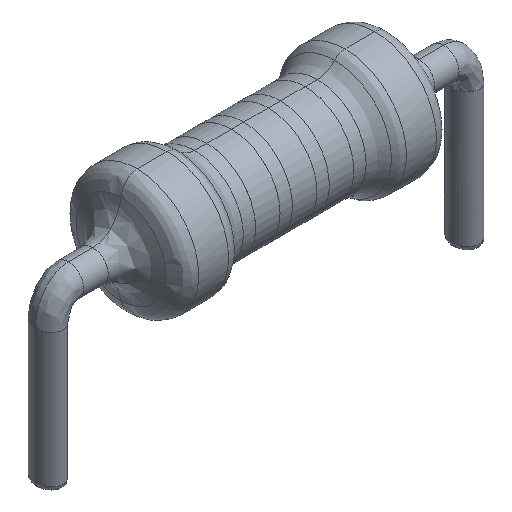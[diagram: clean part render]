
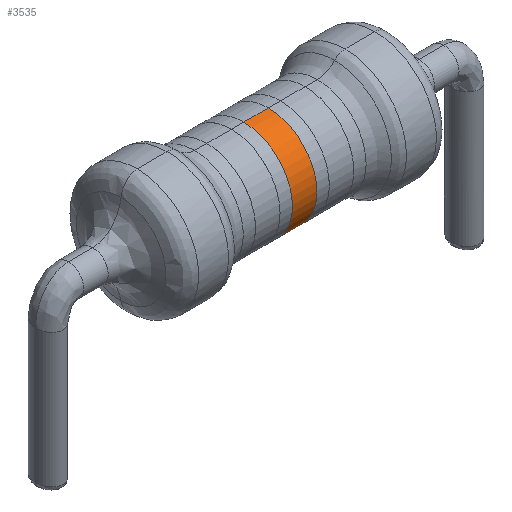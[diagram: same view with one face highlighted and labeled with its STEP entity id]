
A CAD part, isometric view. The second image highlights one B-rep face of the part: STEP entity #3535.
In plain terms, the highlighted free-form (B-spline) face has degree [2, 1] with [5, 2] control points.
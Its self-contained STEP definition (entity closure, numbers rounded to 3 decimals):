
#1658 = B_SPLINE_SURFACE_WITH_KNOTS('',1,1,(
    (#1659,#1660)
    ,(#1661,#1662
    )),.UNSPECIFIED.,.F.,.F.,.F.,(2,2),(2,2),(-0.951,0.951),(-0.951,
    0.951),.PIECEWISE_BEZIER_KNOTS.);
#1659 = CARTESIAN_POINT('',(-0.24,-0.951,2.164));
#1660 = CARTESIAN_POINT('',(-0.24,0.951,2.164));
#1661 = CARTESIAN_POINT('',(-0.24,-0.951,0.263));
#1662 = CARTESIAN_POINT('',(-0.24,0.951,0.263));
#1696 = VERTEX_POINT('',#1697);
#1697 = CARTESIAN_POINT('',(0.24,0.,0.263));
#1698 = VERTEX_POINT('',#1699);
#1699 = CARTESIAN_POINT('',(0.24,0.,2.163));
#1708 = ( BOUNDED_SURFACE() B_SPLINE_SURFACE(2,1,(
    (#1709,#1710)
    ,(#1711,#1712)
    ,(#1713,#1714)
    ,(#1715,#1716)
    ,(#1717,#1718
)),.UNSPECIFIED.,.F.,.F.,.F.) B_SPLINE_SURFACE_WITH_KNOTS((3,2,3),(2,2),
  (0.,1.571,3.142),(4.187,4.787),
.PIECEWISE_BEZIER_KNOTS.) GEOMETRIC_REPRESENTATION_ITEM() 
RATIONAL_B_SPLINE_SURFACE((
    (1.,1.)
    ,(0.707,0.707)
    ,(1.,1.)
    ,(0.707,0.707)
,(1.,1.))) REPRESENTATION_ITEM('') SURFACE() );
#1709 = CARTESIAN_POINT('',(0.24,0.,2.163));
#1710 = CARTESIAN_POINT('',(-0.24,0.,2.163));
#1711 = CARTESIAN_POINT('',(0.24,0.95,2.163));
#1712 = CARTESIAN_POINT('',(-0.24,0.95,2.163));
#1713 = CARTESIAN_POINT('',(0.24,0.95,1.213));
#1714 = CARTESIAN_POINT('',(-0.24,0.95,1.213));
#1715 = CARTESIAN_POINT('',(0.24,0.95,0.263));
#1716 = CARTESIAN_POINT('',(-0.24,0.95,0.263));
#1717 = CARTESIAN_POINT('',(0.24,0.,0.263));
#1718 = CARTESIAN_POINT('',(-0.24,0.,0.263));
#1728 = B_SPLINE_SURFACE_WITH_KNOTS('',1,1,(
    (#1729,#1730)
    ,(#1731,#1732
    )),.UNSPECIFIED.,.F.,.F.,.F.,(2,2),(2,2),(-0.951,0.951),(-0.951,
    0.951),.PIECEWISE_BEZIER_KNOTS.);
#1729 = CARTESIAN_POINT('',(0.24,-0.951,2.164));
#1730 = CARTESIAN_POINT('',(0.24,0.951,2.164));
#1731 = CARTESIAN_POINT('',(0.24,-0.951,0.263));
#1732 = CARTESIAN_POINT('',(0.24,0.951,0.263));
#1742 = EDGE_CURVE('',#1696,#1743,#1745,.T.);
#1743 = VERTEX_POINT('',#1744);
#1744 = CARTESIAN_POINT('',(-0.24,0.,0.263));
#1745 = SURFACE_CURVE('',#1746,(#1749,#1756),.PCURVE_S1.);
#1746 = B_SPLINE_CURVE_WITH_KNOTS('',1,(#1747,#1748),.UNSPECIFIED.,.F.,
  .F.,(2,2),(4.187,4.787),.PIECEWISE_BEZIER_KNOTS.);
#1747 = CARTESIAN_POINT('',(0.24,0.,0.263));
#1748 = CARTESIAN_POINT('',(-0.24,0.,0.263));
#1749 = PCURVE('',#1708,#1750);
#1750 = DEFINITIONAL_REPRESENTATION('',(#1751),#1755);
#1751 = B_SPLINE_CURVE_WITH_KNOTS('',2,(#1752,#1753,#1754),
  .UNSPECIFIED.,.F.,.F.,(3,3),(4.187,4.787),
  .PIECEWISE_BEZIER_KNOTS.);
#1752 = CARTESIAN_POINT('',(3.142,4.187));
#1753 = CARTESIAN_POINT('',(3.142,4.487));
#1754 = CARTESIAN_POINT('',(3.142,4.787));
#1755 = ( GEOMETRIC_REPRESENTATION_CONTEXT(2) 
PARAMETRIC_REPRESENTATION_CONTEXT() REPRESENTATION_CONTEXT('2D SPACE',''
  ) );
#1756 = PCURVE('',#1757,#1768);
#1757 = ( BOUNDED_SURFACE() B_SPLINE_SURFACE(2,1,(
    (#1758,#1759)
    ,(#1760,#1761)
    ,(#1762,#1763)
    ,(#1764,#1765)
    ,(#1766,#1767
)),.UNSPECIFIED.,.F.,.F.,.F.) B_SPLINE_SURFACE_WITH_KNOTS((3,2,3),(2,2),
  (3.142,4.712,6.283),(4.187,
    4.787),.PIECEWISE_BEZIER_KNOTS.) 
GEOMETRIC_REPRESENTATION_ITEM() RATIONAL_B_SPLINE_SURFACE((
    (1.,1.)
    ,(0.707,0.707)
    ,(1.,1.)
    ,(0.707,0.707)
,(1.,1.))) REPRESENTATION_ITEM('') SURFACE() );
#1758 = CARTESIAN_POINT('',(0.24,0.,0.263));
#1759 = CARTESIAN_POINT('',(-0.24,0.,0.263));
#1760 = CARTESIAN_POINT('',(0.24,-0.95,0.263));
#1761 = CARTESIAN_POINT('',(-0.24,-0.95,0.263));
#1762 = CARTESIAN_POINT('',(0.24,-0.95,1.213));
#1763 = CARTESIAN_POINT('',(-0.24,-0.95,1.213));
#1764 = CARTESIAN_POINT('',(0.24,-0.95,2.163));
#1765 = CARTESIAN_POINT('',(-0.24,-0.95,2.163));
#1766 = CARTESIAN_POINT('',(0.24,0.,2.163));
#1767 = CARTESIAN_POINT('',(-0.24,0.,2.163));
#1768 = DEFINITIONAL_REPRESENTATION('',(#1769),#1773);
#1769 = B_SPLINE_CURVE_WITH_KNOTS('',2,(#1770,#1771,#1772),
  .UNSPECIFIED.,.F.,.F.,(3,3),(4.187,4.787),
  .PIECEWISE_BEZIER_KNOTS.);
#1770 = CARTESIAN_POINT('',(3.142,4.187));
#1771 = CARTESIAN_POINT('',(3.142,4.487));
#1772 = CARTESIAN_POINT('',(3.142,4.787));
#1773 = ( GEOMETRIC_REPRESENTATION_CONTEXT(2) 
PARAMETRIC_REPRESENTATION_CONTEXT() REPRESENTATION_CONTEXT('2D SPACE',''
  ) );
#1776 = VERTEX_POINT('',#1777);
#1777 = CARTESIAN_POINT('',(-0.24,0.,2.163));
#1804 = EDGE_CURVE('',#1698,#1776,#1805,.T.);
#1805 = SURFACE_CURVE('',#1806,(#1809,#1816),.PCURVE_S1.);
#1806 = B_SPLINE_CURVE_WITH_KNOTS('',1,(#1807,#1808),.UNSPECIFIED.,.F.,
  .F.,(2,2),(4.187,4.787),.PIECEWISE_BEZIER_KNOTS.);
#1807 = CARTESIAN_POINT('',(0.24,0.,2.163));
#1808 = CARTESIAN_POINT('',(-0.24,0.,2.163));
#1809 = PCURVE('',#1708,#1810);
#1810 = DEFINITIONAL_REPRESENTATION('',(#1811),#1815);
#1811 = B_SPLINE_CURVE_WITH_KNOTS('',2,(#1812,#1813,#1814),
  .UNSPECIFIED.,.F.,.F.,(3,3),(4.187,4.787),
  .PIECEWISE_BEZIER_KNOTS.);
#1812 = CARTESIAN_POINT('',(0.,4.187));
#1813 = CARTESIAN_POINT('',(0.,4.487));
#1814 = CARTESIAN_POINT('',(0.,4.787));
#1815 = ( GEOMETRIC_REPRESENTATION_CONTEXT(2) 
PARAMETRIC_REPRESENTATION_CONTEXT() REPRESENTATION_CONTEXT('2D SPACE',''
  ) );
#1816 = PCURVE('',#1757,#1817);
#1817 = DEFINITIONAL_REPRESENTATION('',(#1818),#1822);
#1818 = B_SPLINE_CURVE_WITH_KNOTS('',2,(#1819,#1820,#1821),
  .UNSPECIFIED.,.F.,.F.,(3,3),(4.187,4.787),
  .PIECEWISE_BEZIER_KNOTS.);
#1819 = CARTESIAN_POINT('',(6.283,4.187));
#1820 = CARTESIAN_POINT('',(6.283,4.487));
#1821 = CARTESIAN_POINT('',(6.283,4.787));
#1822 = ( GEOMETRIC_REPRESENTATION_CONTEXT(2) 
PARAMETRIC_REPRESENTATION_CONTEXT() REPRESENTATION_CONTEXT('2D SPACE',''
  ) );
#3501 = EDGE_CURVE('',#1698,#1696,#3502,.T.);
#3502 = SURFACE_CURVE('',#3503,(#3509,#3518),.PCURVE_S1.);
#3503 = ( BOUNDED_CURVE() B_SPLINE_CURVE(2,(#3504,#3505,#3506,#3507,
#3508),.UNSPECIFIED.,.F.,.F.) B_SPLINE_CURVE_WITH_KNOTS((3,2,3),(
    3.142,4.712,6.283),
.PIECEWISE_BEZIER_KNOTS.) CURVE() GEOMETRIC_REPRESENTATION_ITEM() 
RATIONAL_B_SPLINE_CURVE((1.,0.707,1.,0.707,1.)) 
REPRESENTATION_ITEM('') );
#3504 = CARTESIAN_POINT('',(0.24,0.,2.163));
#3505 = CARTESIAN_POINT('',(0.24,-0.95,2.163));
#3506 = CARTESIAN_POINT('',(0.24,-0.95,1.213));
#3507 = CARTESIAN_POINT('',(0.24,-0.95,0.263));
#3508 = CARTESIAN_POINT('',(0.24,0.,0.263));
#3509 = PCURVE('',#1728,#3510);
#3510 = DEFINITIONAL_REPRESENTATION('',(#3511),#3517);
#3511 = ( BOUNDED_CURVE() B_SPLINE_CURVE(2,(#3512,#3513,#3514,#3515,
#3516),.UNSPECIFIED.,.F.,.F.) B_SPLINE_CURVE_WITH_KNOTS((3,2,3),(
    3.142,4.712,6.283),
.PIECEWISE_BEZIER_KNOTS.) CURVE() GEOMETRIC_REPRESENTATION_ITEM() 
RATIONAL_B_SPLINE_CURVE((1.,0.707,1.,0.707,1.)) 
REPRESENTATION_ITEM('') );
#3512 = CARTESIAN_POINT('',(-0.95,0.));
#3513 = CARTESIAN_POINT('',(-0.95,-0.95));
#3514 = CARTESIAN_POINT('',(0.,-0.95));
#3515 = CARTESIAN_POINT('',(0.95,-0.95));
#3516 = CARTESIAN_POINT('',(0.95,0.));
#3517 = ( GEOMETRIC_REPRESENTATION_CONTEXT(2) 
PARAMETRIC_REPRESENTATION_CONTEXT() REPRESENTATION_CONTEXT('2D SPACE',''
  ) );
#3518 = PCURVE('',#1757,#3519);
#3519 = DEFINITIONAL_REPRESENTATION('',(#3520),#3526);
#3520 = B_SPLINE_CURVE_WITH_KNOTS('',2,(#3521,#3522,#3523,#3524,#3525),
  .UNSPECIFIED.,.F.,.F.,(3,2,3),(3.142,4.712,
    6.283),.PIECEWISE_BEZIER_KNOTS.);
#3521 = CARTESIAN_POINT('',(6.283,4.187));
#3522 = CARTESIAN_POINT('',(5.498,4.187));
#3523 = CARTESIAN_POINT('',(4.712,4.187));
#3524 = CARTESIAN_POINT('',(3.927,4.187));
#3525 = CARTESIAN_POINT('',(3.142,4.187));
#3526 = ( GEOMETRIC_REPRESENTATION_CONTEXT(2) 
PARAMETRIC_REPRESENTATION_CONTEXT() REPRESENTATION_CONTEXT('2D SPACE',''
  ) );
#3535 = ADVANCED_FACE('',(#3536),#1757,.T.);
#3536 = FACE_BOUND('',#3537,.T.);
#3537 = EDGE_LOOP('',(#3538,#3539,#3540,#3541));
#3538 = ORIENTED_EDGE('',*,*,#1742,.F.);
#3539 = ORIENTED_EDGE('',*,*,#3501,.F.);
#3540 = ORIENTED_EDGE('',*,*,#1804,.T.);
#3541 = ORIENTED_EDGE('',*,*,#3542,.T.);
#3542 = EDGE_CURVE('',#1776,#1743,#3543,.T.);
#3543 = SURFACE_CURVE('',#3544,(#3550,#3559),.PCURVE_S1.);
#3544 = ( BOUNDED_CURVE() B_SPLINE_CURVE(2,(#3545,#3546,#3547,#3548,
#3549),.UNSPECIFIED.,.F.,.F.) B_SPLINE_CURVE_WITH_KNOTS((3,2,3),(
    3.142,4.712,6.283),
.PIECEWISE_BEZIER_KNOTS.) CURVE() GEOMETRIC_REPRESENTATION_ITEM() 
RATIONAL_B_SPLINE_CURVE((1.,0.707,1.,0.707,1.)) 
REPRESENTATION_ITEM('') );
#3545 = CARTESIAN_POINT('',(-0.24,0.,2.163));
#3546 = CARTESIAN_POINT('',(-0.24,-0.95,2.163));
#3547 = CARTESIAN_POINT('',(-0.24,-0.95,1.213));
#3548 = CARTESIAN_POINT('',(-0.24,-0.95,0.263));
#3549 = CARTESIAN_POINT('',(-0.24,0.,0.263));
#3550 = PCURVE('',#1757,#3551);
#3551 = DEFINITIONAL_REPRESENTATION('',(#3552),#3558);
#3552 = B_SPLINE_CURVE_WITH_KNOTS('',2,(#3553,#3554,#3555,#3556,#3557),
  .UNSPECIFIED.,.F.,.F.,(3,2,3),(3.142,4.712,
    6.283),.PIECEWISE_BEZIER_KNOTS.);
#3553 = CARTESIAN_POINT('',(6.283,4.787));
#3554 = CARTESIAN_POINT('',(5.498,4.787));
#3555 = CARTESIAN_POINT('',(4.712,4.787));
#3556 = CARTESIAN_POINT('',(3.927,4.787));
#3557 = CARTESIAN_POINT('',(3.142,4.787));
#3558 = ( GEOMETRIC_REPRESENTATION_CONTEXT(2) 
PARAMETRIC_REPRESENTATION_CONTEXT() REPRESENTATION_CONTEXT('2D SPACE',''
  ) );
#3559 = PCURVE('',#1658,#3560);
#3560 = DEFINITIONAL_REPRESENTATION('',(#3561),#3567);
#3561 = ( BOUNDED_CURVE() B_SPLINE_CURVE(2,(#3562,#3563,#3564,#3565,
#3566),.UNSPECIFIED.,.F.,.F.) B_SPLINE_CURVE_WITH_KNOTS((3,2,3),(
    3.142,4.712,6.283),
.PIECEWISE_BEZIER_KNOTS.) CURVE() GEOMETRIC_REPRESENTATION_ITEM() 
RATIONAL_B_SPLINE_CURVE((1.,0.707,1.,0.707,1.)) 
REPRESENTATION_ITEM('') );
#3562 = CARTESIAN_POINT('',(-0.95,0.));
#3563 = CARTESIAN_POINT('',(-0.95,-0.95));
#3564 = CARTESIAN_POINT('',(0.,-0.95));
#3565 = CARTESIAN_POINT('',(0.95,-0.95));
#3566 = CARTESIAN_POINT('',(0.95,0.));
#3567 = ( GEOMETRIC_REPRESENTATION_CONTEXT(2) 
PARAMETRIC_REPRESENTATION_CONTEXT() REPRESENTATION_CONTEXT('2D SPACE',''
  ) );
